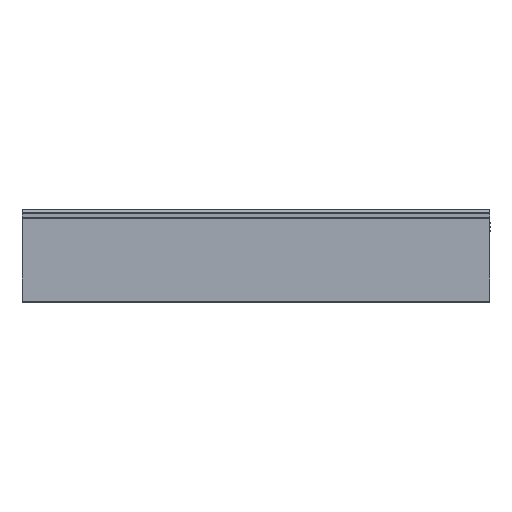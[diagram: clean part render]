
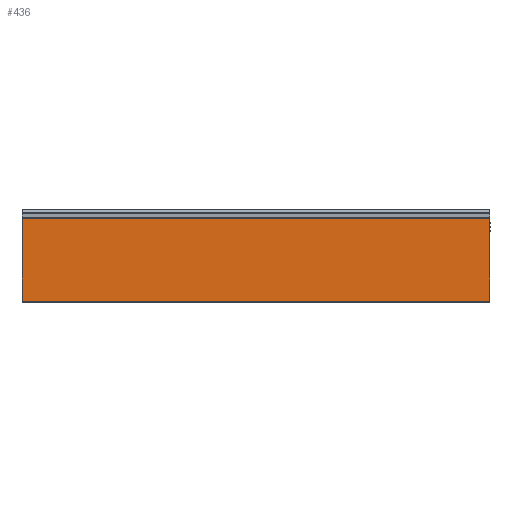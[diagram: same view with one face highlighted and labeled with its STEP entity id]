
A CAD part, top view. The second image highlights one B-rep face of the part: STEP entity #436.
In plain terms, the highlighted face is planar.
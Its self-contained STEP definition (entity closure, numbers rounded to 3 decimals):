
#47 = EDGE_CURVE ( 'NONE', #1388, #2580, #2757, .T. ) ;
#436 = ADVANCED_FACE ( 'NONE', ( #2300 ), #3770, .F. ) ;
#547 = EDGE_CURVE ( 'NONE', #1866, #1388, #1979, .T. ) ;
#580 = CARTESIAN_POINT ( 'NONE',  ( -7., 27., 0. ) ) ;
#720 = VERTEX_POINT ( 'NONE', #4661 ) ;
#775 = DIRECTION ( 'NONE',  ( 0., -1., 0. ) ) ;
#798 = VECTOR ( 'NONE', #775, 1000. ) ;
#855 = CARTESIAN_POINT ( 'NONE',  ( -7., 27., 150. ) ) ;
#1067 = ORIENTED_EDGE ( 'NONE', *, *, #2442, .F. ) ;
#1118 = CARTESIAN_POINT ( 'NONE',  ( -7., 0.3, 0. ) ) ;
#1143 = VECTOR ( 'NONE', #3145, 1000. ) ;
#1248 = ORIENTED_EDGE ( 'NONE', *, *, #47, .F. ) ;
#1388 = VERTEX_POINT ( 'NONE', #3869 ) ;
#1591 = LINE ( 'NONE', #4097, #4590 ) ;
#1866 = VERTEX_POINT ( 'NONE', #1118 ) ;
#1976 = CARTESIAN_POINT ( 'NONE',  ( -7., 26.7, 150. ) ) ;
#1979 = LINE ( 'NONE', #580, #4063 ) ;
#2056 = DIRECTION ( 'NONE',  ( 0., 1., 0. ) ) ;
#2113 = EDGE_LOOP ( 'NONE', ( #1248, #2984, #1067, #4544 ) ) ;
#2300 = FACE_OUTER_BOUND ( 'NONE', #2113, .T. ) ;
#2320 = DIRECTION ( 'NONE',  ( 0., 1., 0. ) ) ;
#2395 = CARTESIAN_POINT ( 'NONE',  ( -7., 26.7, 150. ) ) ;
#2442 = EDGE_CURVE ( 'NONE', #720, #1866, #1591, .T. ) ;
#2580 = VERTEX_POINT ( 'NONE', #1976 ) ;
#2625 = LINE ( 'NONE', #4090, #798 ) ;
#2757 = LINE ( 'NONE', #2395, #1143 ) ;
#2875 = EDGE_CURVE ( 'NONE', #2580, #720, #2625, .T. ) ;
#2984 = ORIENTED_EDGE ( 'NONE', *, *, #547, .F. ) ;
#3145 = DIRECTION ( 'NONE',  ( 0., 0., 1. ) ) ;
#3293 = AXIS2_PLACEMENT_3D ( 'NONE', #855, #3398, #2320 ) ;
#3398 = DIRECTION ( 'NONE',  ( 1., 0., 0. ) ) ;
#3767 = DIRECTION ( 'NONE',  ( 0., 0., -1. ) ) ;
#3770 = PLANE ( 'NONE',  #3293 ) ;
#3869 = CARTESIAN_POINT ( 'NONE',  ( -7., 26.7, 0. ) ) ;
#4063 = VECTOR ( 'NONE', #2056, 1000. ) ;
#4090 = CARTESIAN_POINT ( 'NONE',  ( -7., 27., 150. ) ) ;
#4097 = CARTESIAN_POINT ( 'NONE',  ( -7., 0.3, 150. ) ) ;
#4544 = ORIENTED_EDGE ( 'NONE', *, *, #2875, .F. ) ;
#4590 = VECTOR ( 'NONE', #3767, 1000. ) ;
#4661 = CARTESIAN_POINT ( 'NONE',  ( -7., 0.3, 150. ) ) ;
